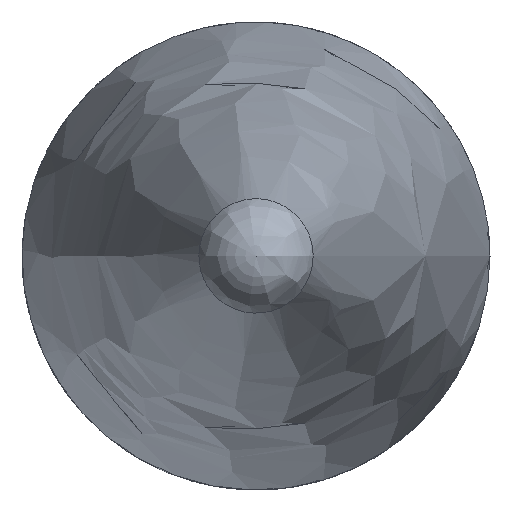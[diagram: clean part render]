
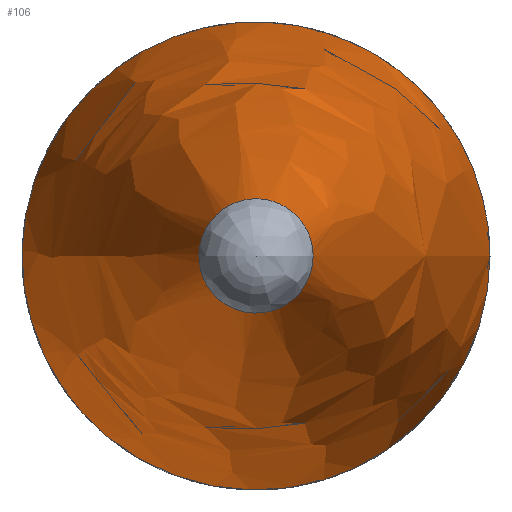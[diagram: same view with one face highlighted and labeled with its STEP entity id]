
A CAD part, left-side view. The second image highlights one B-rep face of the part: STEP entity #106.
In plain terms, the highlighted free-form (B-spline) face has degree [5, 3] with [6, 4] control points.
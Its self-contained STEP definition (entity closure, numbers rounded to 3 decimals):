
#1 = CARTESIAN_POINT ('', (17.743, -4., 0.));
#2 = VERTEX_POINT ('', #1);
#12 = CARTESIAN_POINT ('', (17.743, -4., 0.));
#13 = CARTESIAN_POINT ('', (17.743, -4., -16.));
#14 = CARTESIAN_POINT ('', (17.743, 12., -8.));
#15 = CARTESIAN_POINT ('', (17.743, 12., 8.));
#16 = CARTESIAN_POINT ('', (17.743, -4., 16.));
#17 = CARTESIAN_POINT ('', (17.743, -4., 0.));
#18 = (
   BOUNDED_CURVE ()
   B_SPLINE_CURVE (5, (#12, #13, #14, #15, #16, #17), .UNSPECIFIED., .T., .U.)
   B_SPLINE_CURVE_WITH_KNOTS ((6, 6), (0., 1.), .UNSPECIFIED.)
   CURVE ()
   GEOMETRIC_REPRESENTATION_ITEM ()
   RATIONAL_B_SPLINE_CURVE ((5., 1., 1., 1., 1., 5.))
   REPRESENTATION_ITEM ('')
);
#19 = EDGE_CURVE ('', #2, #2, #18, .T.);
#59 = CARTESIAN_POINT ('', (0.787, -0.977, 0.));
#60 = VERTEX_POINT ('', #59);
#61 = CARTESIAN_POINT ('', (0.787, -0.977, 0.));
#62 = CARTESIAN_POINT ('', (6.325, -2.523, 0.));
#63 = CARTESIAN_POINT ('', (12.012, -3.537, 0.));
#64 = CARTESIAN_POINT ('', (17.743, -4., 0.));
#65 = B_SPLINE_CURVE_WITH_KNOTS ('', 3, (#61, #62, #63, #64), .UNSPECIFIED., .F., .U., (4, 4), (0., 1.), .UNSPECIFIED.);
#66 = EDGE_CURVE ('', #60, #2, #65, .T.);
#67 = ORIENTED_EDGE ('', *, *, #66, .F.);
#68 = CARTESIAN_POINT ('', (0.787, -0.977, 0.));
#69 = CARTESIAN_POINT ('', (0.787, -0.977, -3.908));
#70 = CARTESIAN_POINT ('', (0.787, 2.931, -1.954));
#71 = CARTESIAN_POINT ('', (0.787, 2.931, 1.954));
#72 = CARTESIAN_POINT ('', (0.787, -0.977, 3.908));
#73 = CARTESIAN_POINT ('', (0.787, -0.977, 0.));
#74 = (
   BOUNDED_CURVE ()
   B_SPLINE_CURVE (5, (#68, #69, #70, #71, #72, #73), .UNSPECIFIED., .T., .U.)
   B_SPLINE_CURVE_WITH_KNOTS ((6, 6), (0., 1.), .UNSPECIFIED.)
   CURVE ()
   GEOMETRIC_REPRESENTATION_ITEM ()
   RATIONAL_B_SPLINE_CURVE ((5., 1., 1., 1., 1., 5.))
   REPRESENTATION_ITEM ('')
);
#75 = EDGE_CURVE ('', #60, #60, #74, .T.);
#76 = ORIENTED_EDGE ('', *, *, #75, .T.);
#77 = ORIENTED_EDGE ('', *, *, #66, .T.);
#78 = ORIENTED_EDGE ('', *, *, #19, .F.);
#79 = EDGE_LOOP ('', (#67, #76, #77, #78));
#80 = FACE_OUTER_BOUND ('', #79, .T.);
#81 = CARTESIAN_POINT ('', (0.787, -0.977, 0.));
#82 = CARTESIAN_POINT ('', (6.325, -2.523, 0.));
#83 = CARTESIAN_POINT ('', (12.012, -3.537, 0.));
#84 = CARTESIAN_POINT ('', (17.743, -4., 0.));
#85 = CARTESIAN_POINT ('', (0.787, -0.977, -3.908));
#86 = CARTESIAN_POINT ('', (6.325, -2.523, -10.093));
#87 = CARTESIAN_POINT ('', (12.012, -3.537, -14.148));
#88 = CARTESIAN_POINT ('', (17.743, -4., -16.));
#89 = CARTESIAN_POINT ('', (0.787, 2.931, -1.954));
#90 = CARTESIAN_POINT ('', (6.325, 7.57, -5.047));
#91 = CARTESIAN_POINT ('', (12.012, 10.611, -7.074));
#92 = CARTESIAN_POINT ('', (17.743, 12., -8.));
#93 = CARTESIAN_POINT ('', (0.787, 2.931, 1.954));
#94 = CARTESIAN_POINT ('', (6.325, 7.57, 5.047));
#95 = CARTESIAN_POINT ('', (12.012, 10.611, 7.074));
#96 = CARTESIAN_POINT ('', (17.743, 12., 8.));
#97 = CARTESIAN_POINT ('', (0.787, -0.977, 3.908));
#98 = CARTESIAN_POINT ('', (6.325, -2.523, 10.093));
#99 = CARTESIAN_POINT ('', (12.012, -3.537, 14.148));
#100 = CARTESIAN_POINT ('', (17.743, -4., 16.));
#101 = CARTESIAN_POINT ('', (0.787, -0.977, 0.));
#102 = CARTESIAN_POINT ('', (6.325, -2.523, 0.));
#103 = CARTESIAN_POINT ('', (12.012, -3.537, 0.));
#104 = CARTESIAN_POINT ('', (17.743, -4., 0.));
#105 = (
   BOUNDED_SURFACE ()
   B_SPLINE_SURFACE (5, 3, ((#81, #82, #83, #84), (#85, #86, #87, #88), (#89, #90, #91, #92), (#93, #94, #95, #96), (#97, #98, #99, #100), (#101, #102, #103, #104)), .UNSPECIFIED., .T., .F., .U.)
   B_SPLINE_SURFACE_WITH_KNOTS ((6, 6), (4, 4), (0., 1.), (0., 1.), .UNSPECIFIED.)
   SURFACE ()
   GEOMETRIC_REPRESENTATION_ITEM ()
   RATIONAL_B_SPLINE_SURFACE (((5., 5., 5., 5.), (1., 1., 1., 1.), (1., 1., 1., 1.), (1., 1., 1., 1.), (1., 1., 1., 1.), (5., 5., 5., 5.)))
   REPRESENTATION_ITEM ('')
);
#106 = ADVANCED_FACE ('', (#80), #105, .T.);
